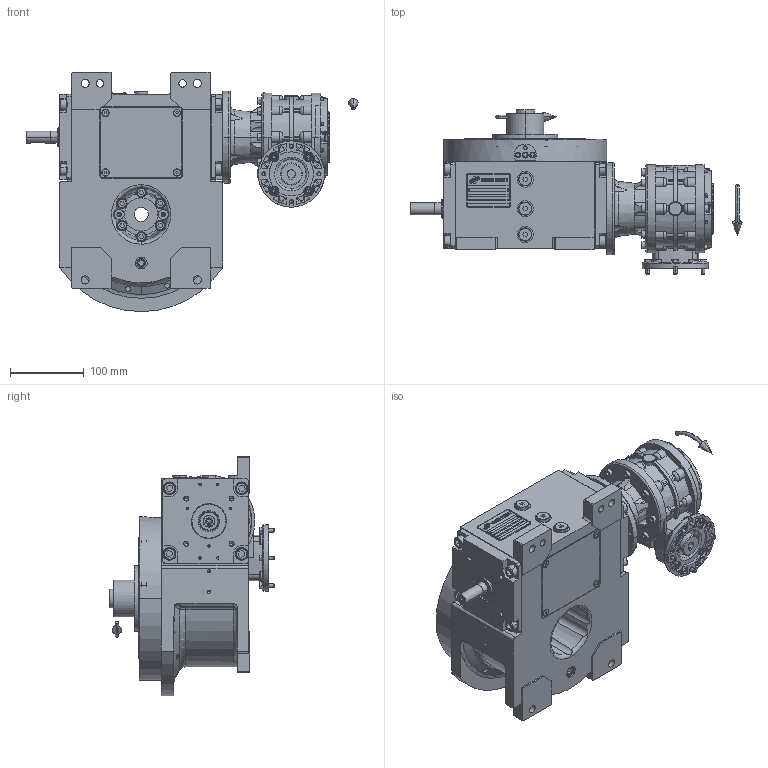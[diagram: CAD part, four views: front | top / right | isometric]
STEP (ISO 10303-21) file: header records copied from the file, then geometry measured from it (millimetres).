
FILE_DESCRIPTION (( 'STEP AP203' ), '1' );
FILE_NAME ('PC5201589.step', '2025-10-16T14:42:47', ( '' ), ( '' ), 'SwSTEP 2.0', 'SolidWorks 2020', '' );
FILE_SCHEMA (( 'CONFIG_CONTROL_DESIGN' ));
Length unit declared in the file: millimetre
Products named in the file (82): AS_rig06_016; cfn2151_01_290; cfn2151_01_109; CFN2010_02_002.stp; cfn2104_01_016; cfn2000_01_126; cfn2115_02_165; cfn2128_04_004; cfn2151_01_090; cfn2155_01_303; rig06_003_12; cfn2000_01_124; cfn2003_01_054; olio_agip_blasia_150; cfn2000_01_103; cfn2155_01_056; cfn2000_01_161; AS_rig06_071_12_m; PC5201589; AS_rig06_004_s_001; freccia_angolare_albero; CFN2000_01_185.stp; RMI50_F1_DX_63B14; RIG06_005_ASM.stp; cfn2115_02_161; rig06_016; CFN2223_01-570X6-B.stp; cfn2476_01_002_60x46; cfn2104_01_004; cfn2128_19_002; cfn2107_01_001; CFN2104_02_017.stp; rig06_001_a_s_027; AS_rig06_014; rig06_005_n_01; cfn2158_01_011; cfn2205_01_013; 900_38_30_003; cfn2276_01_074; rig06_004_s_001 ...
Assembly tree (74 placements, depth 5):
  cfn2151_01_290
  cfn2151_01_109
  cfn2115_02_165
  cfn2151_01_090
  olio_agip_blasia_150
Bounding box: 451 x 223 x 325 mm (x, y, z)
Volume: 3293259.8 mm3; surface area: 976877.7 mm2
Topology: 65 solids, 65 shells, 3498 faces, 8863 edges, 5644 vertices
Faces by surface type: plane 1553, cylinder 1198, cone 560, torus 161, bspline 20, sphere 6
Entity records: 123434 total; most frequent: CARTESIAN_POINT 33163, DIRECTION 17229, ORIENTED_EDGE 16898, EDGE_CURVE 8449, AXIS2_PLACEMENT_3D 6277, VERTEX_POINT 5463, VECTOR 4675, LINE 4675
